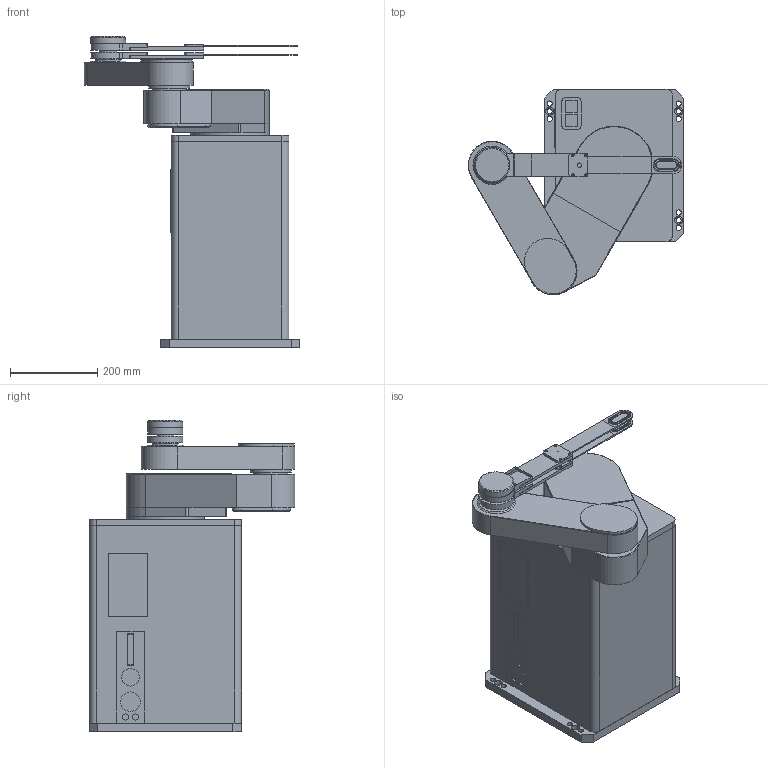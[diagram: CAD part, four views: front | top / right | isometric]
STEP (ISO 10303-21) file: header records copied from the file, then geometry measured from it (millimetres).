
FILE_DESCRIPTION(/* description */ (''),/* implementation_level */ '2;1');
FILE_NAME(/* name */ 'GTCR5280-300-AM-06244.stp',/* time_stamp */ '2018-04-05T13:26:20+09:00',/* author */ ('h-mitaka'),/* organization */ (''),/* preprocessor_version */ 'ST-DEVELOPER v16.13',/* originating_system */ 'Autodesk Inventor 2018',/* authorisation */ '');
FILE_SCHEMA (('AUTOMOTIVE_DESIGN { 1 0 10303 214 3 1 1 }'));
Length unit declared in the file: millimetre
Products named in the file (9): GTCR5280-300-AM-06244; BODY-GCTB320; PIPE-SCS300; ARM1-SC200; ARM2-SC200; WRIST-BLOCK; WRIST-BLOCK2; END-EFFECTOR; COVER-1
Assembly tree (10 placements, depth 2):
  GTCR5280-300-AM-06244
    BODY-GCTB320
    PIPE-SCS300
    ARM1-SC200
    ARM2-SC200
    WRIST-BLOCK
    WRIST-BLOCK2
    END-EFFECTOR  x2
    COVER-1  x2
Bounding box: 495 x 472.49 x 715 mm (x, y, z)
Volume: 55261588.4 mm3; surface area: 1723991.3 mm2
Topology: 10 solids, 10 shells, 381 faces, 940 edges, 621 vertices
Faces by surface type: plane 250, cylinder 114, cone 17
Full cylindrical faces by diameter (mm): 3 x8, 3.5 x8, 4 x2, 6 x8, 10 x4, 11.5 x4, 12 x8, 18 x4, 27.5 x1, 40 x2, 45 x1, 54 x1, 60 x1, 78 x1, 79.99 x1, 94 x1, 180 x2
Entity records: 9364 total; most frequent: DIRECTION 1583, CARTESIAN_POINT 1543, ORIENTED_EDGE 1418, EDGE_CURVE 709, AXIS2_PLACEMENT_3D 537, LINE 509, VECTOR 509, VERTEX_POINT 497
